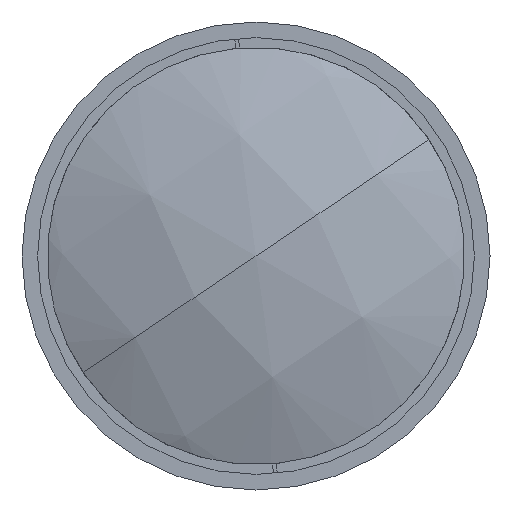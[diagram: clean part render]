
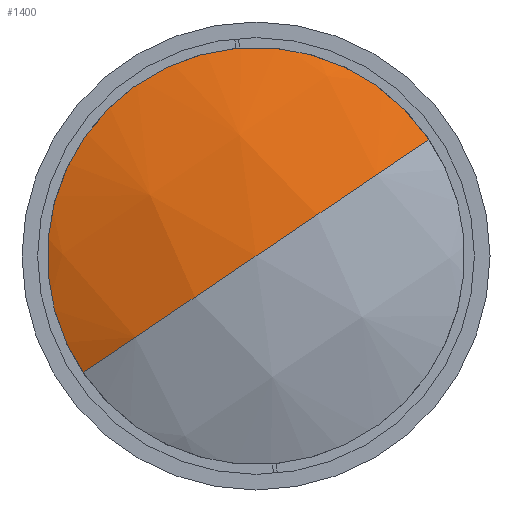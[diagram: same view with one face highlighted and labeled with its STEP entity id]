
A CAD part, left-side view. The second image highlights one B-rep face of the part: STEP entity #1400.
In plain terms, the highlighted spherical face has radius 133.05 mm.
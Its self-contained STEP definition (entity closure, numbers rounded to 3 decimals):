
#687 = VERTEX_POINT ( 'NONE', #8215 ) ;
#1041 = EDGE_LOOP ( 'NONE', ( #21587, #10616, #4211 ) ) ;
#1209 = EDGE_CURVE ( 'NONE', #12012, #14769, #10030, .T. ) ;
#1400 = ADVANCED_FACE ( 'NONE', ( #10303 ), #14856, .T. ) ;
#1917 = AXIS2_PLACEMENT_3D ( 'NONE', #9741, #21799, #11475 ) ;
#2904 = EDGE_CURVE ( 'NONE', #12012, #687, #18783, .T. ) ;
#2958 = DIRECTION ( 'NONE',  ( 0., -0.558, -0.83 ) ) ;
#3488 = EDGE_CURVE ( 'NONE', #14769, #687, #7148, .T. ) ;
#3827 = CARTESIAN_POINT ( 'NONE',  ( 134.55, 0., 0. ) ) ;
#4211 = ORIENTED_EDGE ( 'NONE', *, *, #2904, .F. ) ;
#4552 = CARTESIAN_POINT ( 'NONE',  ( 13.4, -45.636, 30.697 ) ) ;
#5547 = DIRECTION ( 'NONE',  ( 0., -0.83, 0.558 ) ) ;
#7148 = CIRCLE ( 'NONE', #8137, 133.05 ) ;
#8137 = AXIS2_PLACEMENT_3D ( 'NONE', #19496, #9158, #21228 ) ;
#8215 = CARTESIAN_POINT ( 'NONE',  ( 1.5, 0., 0. ) ) ;
#9158 = DIRECTION ( 'NONE',  ( 0., 0.558, 0.83 ) ) ;
#9741 = CARTESIAN_POINT ( 'NONE',  ( 13.4, 0., 0. ) ) ;
#10030 = CIRCLE ( 'NONE', #1917, 55. ) ;
#10303 = FACE_OUTER_BOUND ( 'NONE', #1041, .T. ) ;
#10616 = ORIENTED_EDGE ( 'NONE', *, *, #3488, .T. ) ;
#11475 = DIRECTION ( 'NONE',  ( 0., 0.558, 0.83 ) ) ;
#12012 = VERTEX_POINT ( 'NONE', #4552 ) ;
#13277 = CARTESIAN_POINT ( 'NONE',  ( 134.55, 0., 0. ) ) ;
#14556 = AXIS2_PLACEMENT_3D ( 'NONE', #3827, #15862, #5547 ) ;
#14769 = VERTEX_POINT ( 'NONE', #22206 ) ;
#14856 = SPHERICAL_SURFACE ( 'NONE', #14556, 133.05 ) ;
#15007 = DIRECTION ( 'NONE',  ( 0., 0.83, -0.558 ) ) ;
#15862 = DIRECTION ( 'NONE',  ( 0., 0.558, 0.83 ) ) ;
#18783 = CIRCLE ( 'NONE', #21716, 133.05 ) ;
#19496 = CARTESIAN_POINT ( 'NONE',  ( 134.55, 0., 0. ) ) ;
#21228 = DIRECTION ( 'NONE',  ( 0., -0.83, 0.558 ) ) ;
#21587 = ORIENTED_EDGE ( 'NONE', *, *, #1209, .T. ) ;
#21716 = AXIS2_PLACEMENT_3D ( 'NONE', #13277, #2958, #15007 ) ;
#21799 = DIRECTION ( 'NONE',  ( -1., 0., 0. ) ) ;
#22206 = CARTESIAN_POINT ( 'NONE',  ( 13.4, 45.636, -30.697 ) ) ;
